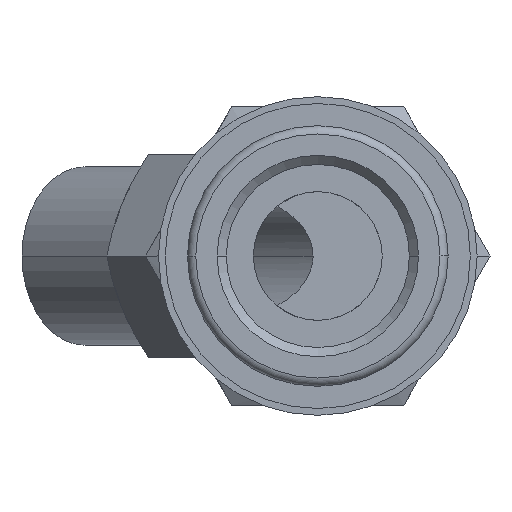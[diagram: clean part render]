
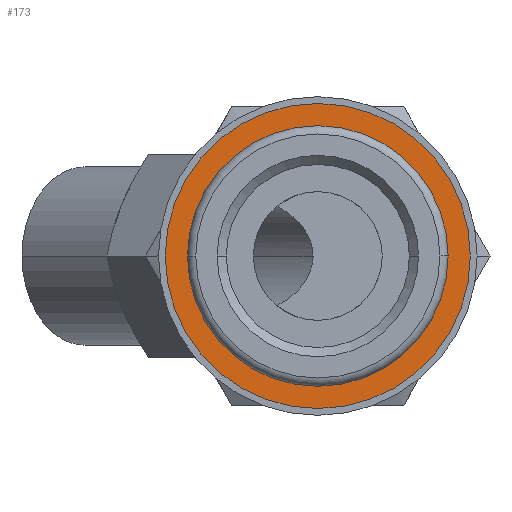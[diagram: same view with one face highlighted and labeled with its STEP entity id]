
A CAD part, front view. The second image highlights one B-rep face of the part: STEP entity #173.
In plain terms, the highlighted planar face has unit normal (0, -1, 0).
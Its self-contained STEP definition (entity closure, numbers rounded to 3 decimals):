
#173=ADVANCED_FACE('',(#382,#383),#384,.T.);
#382=FACE_BOUND('',#631,.T.);
#383=FACE_OUTER_BOUND('',#632,.T.);
#384=PLANE('',#633);
#631=EDGE_LOOP('',(#1063,#1064,#1065));
#632=EDGE_LOOP('',(#1066,#1067));
#633=AXIS2_PLACEMENT_3D('',#1068,#1069,#1070);
#1063=ORIENTED_EDGE('',*,*,#1505,.T.);
#1064=ORIENTED_EDGE('',*,*,#1527,.T.);
#1065=ORIENTED_EDGE('',*,*,#1506,.T.);
#1066=ORIENTED_EDGE('',*,*,#1559,.F.);
#1067=ORIENTED_EDGE('',*,*,#1560,.F.);
#1068=CARTESIAN_POINT('',(5.625,3.6,0.0));
#1069=DIRECTION('',(-0.0,-1.0,-0.0));
#1070=DIRECTION('',(-1.0,0.0,0.0));
#1505=EDGE_CURVE('',#1808,#1806,#1809,.T.);
#1506=EDGE_CURVE('',#1810,#1808,#1811,.T.);
#1527=EDGE_CURVE('',#1806,#1810,#1841,.T.);
#1559=EDGE_CURVE('',#1884,#1885,#1886,.T.);
#1560=EDGE_CURVE('',#1885,#1884,#1887,.T.);
#1806=VERTEX_POINT('',#2494);
#1808=VERTEX_POINT('',#2496);
#1809=CIRCLE('',#2497,9.156);
#1810=VERTEX_POINT('',#2498);
#1811=CIRCLE('',#2499,9.156);
#1841=CIRCLE('',#2570,9.156);
#1884=VERTEX_POINT('',#2665);
#1885=VERTEX_POINT('',#2666);
#1886=CIRCLE('',#2667,11.25);
#1887=CIRCLE('',#2668,11.25);
#2494=CARTESIAN_POINT('',(9.156,3.6,0.));
#2496=CARTESIAN_POINT('',(0.,3.6,9.156));
#2497=AXIS2_PLACEMENT_3D('',#2987,#2988,#2989);
#2498=CARTESIAN_POINT('',(-9.156,3.6,0.));
#2499=AXIS2_PLACEMENT_3D('',#2990,#2991,#2992);
#2570=AXIS2_PLACEMENT_3D('',#3013,#3014,#3015);
#2665=CARTESIAN_POINT('',(11.25,3.6,0.0));
#2666=CARTESIAN_POINT('',(-11.25,3.6,0.));
#2667=AXIS2_PLACEMENT_3D('',#3057,#3058,#3059);
#2668=AXIS2_PLACEMENT_3D('',#3060,#3061,#3062);
#2987=CARTESIAN_POINT('',(0.0,3.6,0.0));
#2988=DIRECTION('',(0.0,1.0,0.0));
#2989=DIRECTION('',(0.0,0.0,-1.0));
#2990=CARTESIAN_POINT('',(0.0,3.6,0.0));
#2991=DIRECTION('',(0.0,1.0,0.0));
#2992=DIRECTION('',(0.0,0.0,-1.0));
#3013=CARTESIAN_POINT('',(0.0,3.6,0.0));
#3014=DIRECTION('',(0.0,1.0,0.0));
#3015=DIRECTION('',(0.0,0.0,-1.0));
#3057=CARTESIAN_POINT('',(0.0,3.6,0.0));
#3058=DIRECTION('',(-0.0,1.0,0.0));
#3059=DIRECTION('',(1.0,0.0,0.0));
#3060=CARTESIAN_POINT('',(0.0,3.6,0.0));
#3061=DIRECTION('',(-0.0,1.0,0.0));
#3062=DIRECTION('',(1.0,0.0,0.0));
